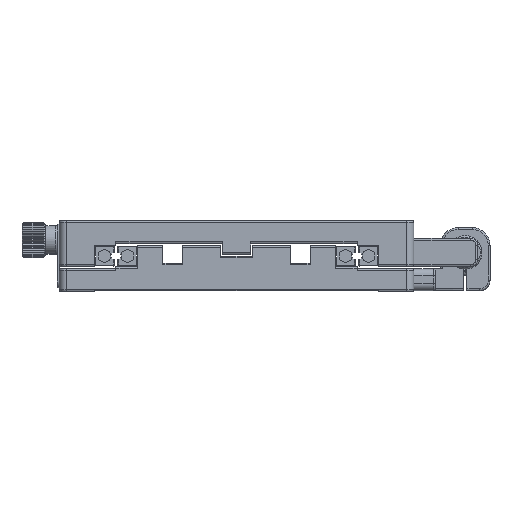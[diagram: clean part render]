
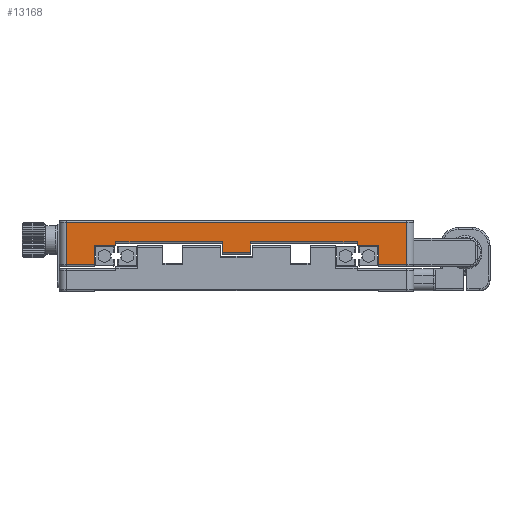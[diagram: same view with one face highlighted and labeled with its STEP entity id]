
A CAD part, front view. The second image highlights one B-rep face of the part: STEP entity #13168.
In plain terms, the highlighted planar face has unit normal (0, -1, 0).
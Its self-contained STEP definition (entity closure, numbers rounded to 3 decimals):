
#271 = ORIENTED_EDGE ( 'NONE', *, *, #26939, .F. ) ;
#531 = ORIENTED_EDGE ( 'NONE', *, *, #9878, .T. ) ;
#745 = LINE ( 'NONE', #28485, #27119 ) ;
#816 = CARTESIAN_POINT ( 'NONE',  ( -4., -50., 13.5 ) ) ;
#1933 = ORIENTED_EDGE ( 'NONE', *, *, #24387, .T. ) ;
#1963 = LINE ( 'NONE', #16707, #9534 ) ;
#2152 = ORIENTED_EDGE ( 'NONE', *, *, #10763, .F. ) ;
#2489 = VERTEX_POINT ( 'NONE', #3792 ) ;
#2604 = VERTEX_POINT ( 'NONE', #15044 ) ;
#2690 = VECTOR ( 'NONE', #11756, 1000. ) ;
#3194 = VECTOR ( 'NONE', #8958, 1000. ) ;
#3217 = CARTESIAN_POINT ( 'NONE',  ( -48., -50., 7. ) ) ;
#3243 = CARTESIAN_POINT ( 'NONE',  ( -48., -50., 19.5 ) ) ;
#3557 = DIRECTION ( 'NONE',  ( 0., 0., 1. ) ) ;
#3792 = CARTESIAN_POINT ( 'NONE',  ( -48., -50., 7.5 ) ) ;
#4114 = PLANE ( 'NONE',  #6435 ) ;
#4143 = CARTESIAN_POINT ( 'NONE',  ( 4., -50., 14. ) ) ;
#4345 = CARTESIAN_POINT ( 'NONE',  ( -34., -50., 114.198 ) ) ;
#4443 = CARTESIAN_POINT ( 'NONE',  ( 4., -50., 13.5 ) ) ;
#4599 = VERTEX_POINT ( 'NONE', #4143 ) ;
#4725 = CARTESIAN_POINT ( 'NONE',  ( -40., -50., 7.5 ) ) ;
#4985 = CARTESIAN_POINT ( 'NONE',  ( 40., -50., 13. ) ) ;
#5640 = EDGE_CURVE ( 'NONE', #14397, #16251, #25531, .T. ) ;
#5662 = CARTESIAN_POINT ( 'NONE',  ( -28., -50., 13. ) ) ;
#5765 = ORIENTED_EDGE ( 'NONE', *, *, #15574, .F. ) ;
#5857 = CARTESIAN_POINT ( 'NONE',  ( 34., -50., 114.198 ) ) ;
#5908 = EDGE_CURVE ( 'NONE', #2604, #8998, #18649, .T. ) ;
#6114 = ORIENTED_EDGE ( 'NONE', *, *, #10340, .T. ) ;
#6117 = CARTESIAN_POINT ( 'NONE',  ( 40., -50., 7.5 ) ) ;
#6199 = DIRECTION ( 'NONE',  ( 1., 0., 0. ) ) ;
#6435 = AXIS2_PLACEMENT_3D ( 'NONE', #15652, #25802, #20271 ) ;
#7208 = EDGE_CURVE ( 'NONE', #26430, #2489, #9256, .T. ) ;
#7251 = VERTEX_POINT ( 'NONE', #4985 ) ;
#7538 = VERTEX_POINT ( 'NONE', #4725 ) ;
#7842 = EDGE_CURVE ( 'NONE', #26539, #14964, #15047, .T. ) ;
#7884 = VECTOR ( 'NONE', #21409, 1000. ) ;
#8500 = CARTESIAN_POINT ( 'NONE',  ( 4., -50., 11. ) ) ;
#8787 = CARTESIAN_POINT ( 'NONE',  ( -34., -50., 13. ) ) ;
#8958 = DIRECTION ( 'NONE',  ( 0., 0., -1. ) ) ;
#8998 = VERTEX_POINT ( 'NONE', #27071 ) ;
#9256 = LINE ( 'NONE', #3217, #13155 ) ;
#9534 = VECTOR ( 'NONE', #22281, 1000. ) ;
#9878 = EDGE_CURVE ( 'NONE', #21319, #15426, #1963, .T. ) ;
#10137 = FACE_OUTER_BOUND ( 'NONE', #25936, .T. ) ;
#10230 = VECTOR ( 'NONE', #17735, 1000. ) ;
#10340 = EDGE_CURVE ( 'NONE', #2489, #7538, #15944, .T. ) ;
#10349 = LINE ( 'NONE', #12195, #2690 ) ;
#10528 = DIRECTION ( 'NONE',  ( 0., 0., -1. ) ) ;
#10636 = ORIENTED_EDGE ( 'NONE', *, *, #5908, .T. ) ;
#10763 = EDGE_CURVE ( 'NONE', #4599, #8998, #25682, .T. ) ;
#11137 = EDGE_CURVE ( 'NONE', #7251, #17877, #10349, .T. ) ;
#11269 = EDGE_CURVE ( 'NONE', #7251, #11829, #11873, .T. ) ;
#11396 = CARTESIAN_POINT ( 'NONE',  ( -40., -50., 7.5 ) ) ;
#11397 = DIRECTION ( 'NONE',  ( -1., 0., 0. ) ) ;
#11683 = VECTOR ( 'NONE', #16740, 1000. ) ;
#11756 = DIRECTION ( 'NONE',  ( 0., 0., -1. ) ) ;
#11774 = LINE ( 'NONE', #13585, #7884 ) ;
#11829 = VERTEX_POINT ( 'NONE', #25944 ) ;
#11873 = LINE ( 'NONE', #22428, #28162 ) ;
#12195 = CARTESIAN_POINT ( 'NONE',  ( 40., -50., 13. ) ) ;
#12571 = ORIENTED_EDGE ( 'NONE', *, *, #11269, .F. ) ;
#13155 = VECTOR ( 'NONE', #20318, 1000. ) ;
#13168 = ADVANCED_FACE ( 'NONE', ( #10137 ), #4114, .F. ) ;
#13403 = DIRECTION ( 'NONE',  ( -1., 0., 0. ) ) ;
#13500 = ORIENTED_EDGE ( 'NONE', *, *, #14881, .T. ) ;
#13585 = CARTESIAN_POINT ( 'NONE',  ( 34., -50., 14. ) ) ;
#13743 = VECTOR ( 'NONE', #6199, 1000. ) ;
#13871 = VECTOR ( 'NONE', #10528, 1000. ) ;
#13933 = EDGE_CURVE ( 'NONE', #16251, #7538, #745, .T. ) ;
#14058 = CARTESIAN_POINT ( 'NONE',  ( -4., -50., 14. ) ) ;
#14397 = VERTEX_POINT ( 'NONE', #8787 ) ;
#14536 = CARTESIAN_POINT ( 'NONE',  ( 48., -50., 7.5 ) ) ;
#14557 = CARTESIAN_POINT ( 'NONE',  ( 48., -50., 19.5 ) ) ;
#14881 = EDGE_CURVE ( 'NONE', #17877, #26539, #15472, .T. ) ;
#14964 = VERTEX_POINT ( 'NONE', #14557 ) ;
#15044 = CARTESIAN_POINT ( 'NONE',  ( -4., -50., 11. ) ) ;
#15047 = LINE ( 'NONE', #16863, #22982 ) ;
#15426 = VERTEX_POINT ( 'NONE', #14058 ) ;
#15472 = LINE ( 'NONE', #14536, #13743 ) ;
#15574 = EDGE_CURVE ( 'NONE', #21319, #14397, #21416, .T. ) ;
#15652 = CARTESIAN_POINT ( 'NONE',  ( 50., -50., 7. ) ) ;
#15944 = LINE ( 'NONE', #11396, #17184 ) ;
#16251 = VERTEX_POINT ( 'NONE', #21070 ) ;
#16295 = VECTOR ( 'NONE', #20605, 1000. ) ;
#16327 = VECTOR ( 'NONE', #3557, 1000. ) ;
#16707 = CARTESIAN_POINT ( 'NONE',  ( -4., -50., 14. ) ) ;
#16740 = DIRECTION ( 'NONE',  ( -1., 0., 0. ) ) ;
#16863 = CARTESIAN_POINT ( 'NONE',  ( 48., -50., 7. ) ) ;
#17184 = VECTOR ( 'NONE', #27535, 1000. ) ;
#17313 = DIRECTION ( 'NONE',  ( 0., 0., -1. ) ) ;
#17735 = DIRECTION ( 'NONE',  ( 1., 0., 0. ) ) ;
#17877 = VERTEX_POINT ( 'NONE', #6117 ) ;
#18317 = LINE ( 'NONE', #5857, #13871 ) ;
#18649 = LINE ( 'NONE', #8500, #10230 ) ;
#19915 = ORIENTED_EDGE ( 'NONE', *, *, #7842, .T. ) ;
#20271 = DIRECTION ( 'NONE',  ( 0., 0., -1. ) ) ;
#20298 = ORIENTED_EDGE ( 'NONE', *, *, #5640, .F. ) ;
#20318 = DIRECTION ( 'NONE',  ( 0., 0., -1. ) ) ;
#20405 = VERTEX_POINT ( 'NONE', #24330 ) ;
#20605 = DIRECTION ( 'NONE',  ( 0., 0., -1. ) ) ;
#20627 = ORIENTED_EDGE ( 'NONE', *, *, #11137, .T. ) ;
#20702 = VECTOR ( 'NONE', #13403, 1000. ) ;
#20754 = CARTESIAN_POINT ( 'NONE',  ( 50., -50., 19.5 ) ) ;
#20851 = ORIENTED_EDGE ( 'NONE', *, *, #21667, .T. ) ;
#21070 = CARTESIAN_POINT ( 'NONE',  ( -40., -50., 13. ) ) ;
#21319 = VERTEX_POINT ( 'NONE', #23193 ) ;
#21348 = ORIENTED_EDGE ( 'NONE', *, *, #13933, .F. ) ;
#21409 = DIRECTION ( 'NONE',  ( 1., 0., 0. ) ) ;
#21416 = LINE ( 'NONE', #4345, #3194 ) ;
#21667 = EDGE_CURVE ( 'NONE', #20405, #11829, #18317, .T. ) ;
#22281 = DIRECTION ( 'NONE',  ( 1., 0., 0. ) ) ;
#22428 = CARTESIAN_POINT ( 'NONE',  ( 40., -50., 13. ) ) ;
#22982 = VECTOR ( 'NONE', #24298, 1000. ) ;
#23129 = CARTESIAN_POINT ( 'NONE',  ( 48., -50., 7.5 ) ) ;
#23193 = CARTESIAN_POINT ( 'NONE',  ( -34., -50., 14. ) ) ;
#23565 = ORIENTED_EDGE ( 'NONE', *, *, #7208, .T. ) ;
#24298 = DIRECTION ( 'NONE',  ( 0., 0., 1. ) ) ;
#24330 = CARTESIAN_POINT ( 'NONE',  ( 34., -50., 14. ) ) ;
#24387 = EDGE_CURVE ( 'NONE', #4599, #20405, #11774, .T. ) ;
#24509 = ORIENTED_EDGE ( 'NONE', *, *, #25332, .T. ) ;
#24818 = LINE ( 'NONE', #816, #16327 ) ;
#25332 = EDGE_CURVE ( 'NONE', #14964, #26430, #25830, .T. ) ;
#25531 = LINE ( 'NONE', #5662, #11683 ) ;
#25682 = LINE ( 'NONE', #4443, #16295 ) ;
#25802 = DIRECTION ( 'NONE',  ( 0., 1., 0. ) ) ;
#25830 = LINE ( 'NONE', #20754, #20702 ) ;
#25936 = EDGE_LOOP ( 'NONE', ( #23565, #6114, #21348, #20298, #5765, #531, #271, #10636, #2152, #1933, #20851, #12571, #20627, #13500, #19915, #24509 ) ) ;
#25944 = CARTESIAN_POINT ( 'NONE',  ( 34., -50., 13. ) ) ;
#26430 = VERTEX_POINT ( 'NONE', #3243 ) ;
#26539 = VERTEX_POINT ( 'NONE', #23129 ) ;
#26939 = EDGE_CURVE ( 'NONE', #2604, #15426, #24818, .T. ) ;
#27071 = CARTESIAN_POINT ( 'NONE',  ( 4., -50., 11. ) ) ;
#27119 = VECTOR ( 'NONE', #17313, 1000. ) ;
#27535 = DIRECTION ( 'NONE',  ( 1., 0., 0. ) ) ;
#28162 = VECTOR ( 'NONE', #11397, 1000. ) ;
#28485 = CARTESIAN_POINT ( 'NONE',  ( -40., -50., 13. ) ) ;
